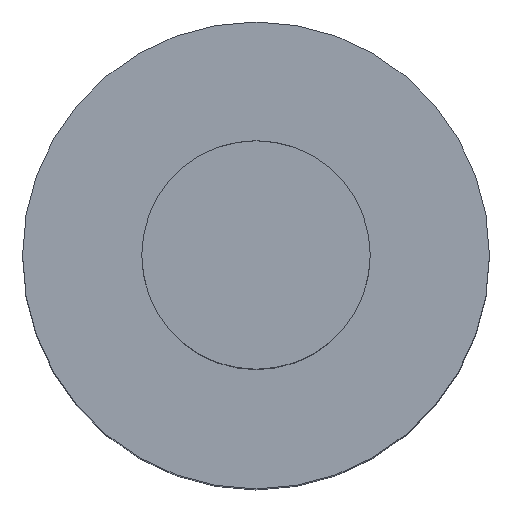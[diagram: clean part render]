
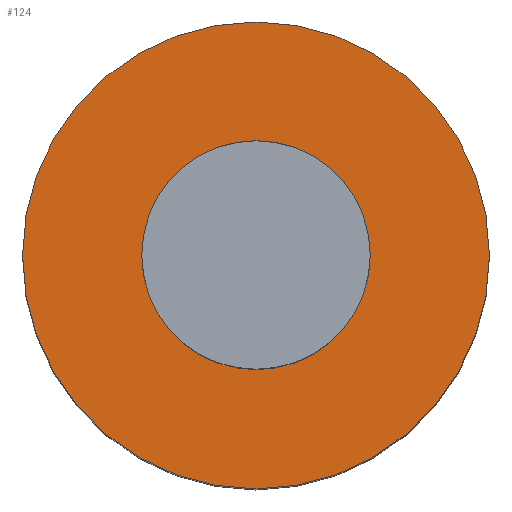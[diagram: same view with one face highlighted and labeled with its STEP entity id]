
A CAD part, top view. The second image highlights one B-rep face of the part: STEP entity #124.
In plain terms, the highlighted planar face has unit normal (0, 0, 1).
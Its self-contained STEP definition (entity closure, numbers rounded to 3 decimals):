
#68=EDGE_CURVE('240[2]',#182,#182,#183,.T.);
#124=ADVANCED_FACE('240[2]',(#265,#266),#267,.T.);
#126=EDGE_CURVE('240[2]',#269,#269,#270,.T.);
#182=VERTEX_POINT('',#371);
#183=CIRCLE('',#372,47.);
#265=FACE_BOUND('',#508,.T.);
#266=FACE_OUTER_BOUND('',#509,.T.);
#267=PLANE('',#510);
#269=VERTEX_POINT('',#513);
#270=CIRCLE('',#514,23.0);
#371=CARTESIAN_POINT('',(0.,47.,0.));
#372=AXIS2_PLACEMENT_3D('',#578,#579,#580);
#508=EDGE_LOOP('',(#668));
#509=EDGE_LOOP('',(#669));
#510=AXIS2_PLACEMENT_3D('',#670,#671,#672);
#513=CARTESIAN_POINT('',(23.0,0.0,0.0));
#514=AXIS2_PLACEMENT_3D('',#673,#674,#675);
#578=CARTESIAN_POINT('',(0.0,0.0,0.0));
#579=DIRECTION('',(0.,0.,1.0));
#580=DIRECTION('',(0.,1.0,0.));
#668=ORIENTED_EDGE('',*,*,#126,.T.);
#669=ORIENTED_EDGE('',*,*,#68,.T.);
#670=CARTESIAN_POINT('',(0.,23.5,0.));
#671=DIRECTION('',(0.,0.,1.0));
#672=DIRECTION('',(1.0,0.,0.0));
#673=CARTESIAN_POINT('',(0.0,0.0,0.));
#674=DIRECTION('',(0.,0.,-1.0));
#675=DIRECTION('',(1.0,0.,0.));
